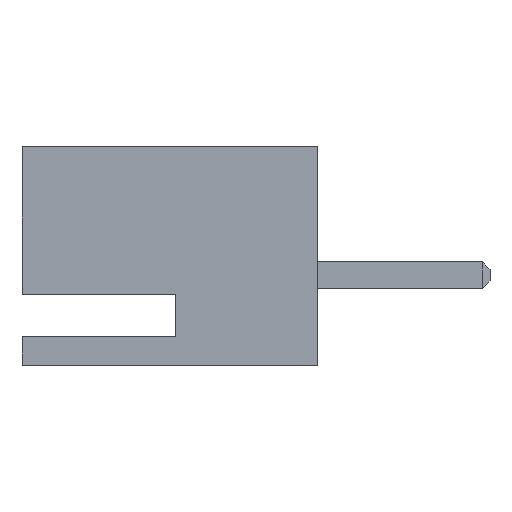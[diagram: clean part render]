
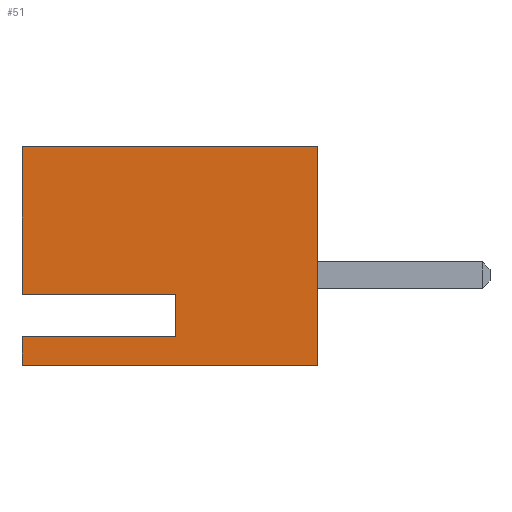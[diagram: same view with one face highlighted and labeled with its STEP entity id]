
A CAD part, left-side view. The second image highlights one B-rep face of the part: STEP entity #51.
In plain terms, the highlighted planar face has unit normal (-1, 0, 0).
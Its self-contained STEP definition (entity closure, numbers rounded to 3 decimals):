
#10 = ORIENTED_EDGE ( 'NONE', *, *, #5523, .T. ) ;
#11 = ORIENTED_EDGE ( 'NONE', *, *, #5480, .F. ) ;
#12 = ORIENTED_EDGE ( 'NONE', *, *, #5540, .T. ) ;
#51 = ADVANCED_FACE ( 'NONE', ( #2007 ), #5198, .F. ) ;
#659 = ORIENTED_EDGE ( 'NONE', *, *, #5527, .T. ) ;
#678 = ORIENTED_EDGE ( 'NONE', *, *, #5494, .T. ) ;
#679 = ORIENTED_EDGE ( 'NONE', *, *, #5509, .F. ) ;
#680 = ORIENTED_EDGE ( 'NONE', *, *, #5505, .F. ) ;
#681 = ORIENTED_EDGE ( 'NONE', *, *, #5530, .T. ) ;
#967 = AXIS2_PLACEMENT_3D ( 'NONE', #5133, #5243, #4980 ) ;
#1628 = EDGE_LOOP ( 'NONE', ( #659, #12, #11, #10, #678, #679, #680, #681 ) ) ;
#1682 = VERTEX_POINT ( 'NONE', #3874 ) ;
#1710 = VERTEX_POINT ( 'NONE', #4102 ) ;
#1712 = VERTEX_POINT ( 'NONE', #3950 ) ;
#1716 = VERTEX_POINT ( 'NONE', #3922 ) ;
#1717 = VERTEX_POINT ( 'NONE', #4129 ) ;
#1718 = VERTEX_POINT ( 'NONE', #4049 ) ;
#1720 = VERTEX_POINT ( 'NONE', #3836 ) ;
#1722 = VERTEX_POINT ( 'NONE', #4057 ) ;
#2007 = FACE_OUTER_BOUND ( 'NONE', #1628, .T. ) ;
#2742 = LINE ( 'NONE', #2991, #2775 ) ;
#2775 = VECTOR ( 'NONE', #3024, 1000. ) ;
#2798 = LINE ( 'NONE', #3042, #2803 ) ;
#2803 = VECTOR ( 'NONE', #3052, 1000. ) ;
#2822 = LINE ( 'NONE', #3073, #2825 ) ;
#2825 = VECTOR ( 'NONE', #3074, 1000. ) ;
#2830 = LINE ( 'NONE', #3081, #2833 ) ;
#2833 = VECTOR ( 'NONE', #3082, 1000. ) ;
#2857 = LINE ( 'NONE', #3109, #2860 ) ;
#2860 = VECTOR ( 'NONE', #3110, 1000. ) ;
#2865 = LINE ( 'NONE', #3117, #2868 ) ;
#2868 = VECTOR ( 'NONE', #3118, 1000. ) ;
#2871 = LINE ( 'NONE', #3123, #2874 ) ;
#2874 = VECTOR ( 'NONE', #3124, 1000. ) ;
#2891 = LINE ( 'NONE', #3143, #2894 ) ;
#2894 = VECTOR ( 'NONE', #3144, 1000. ) ;
#2991 = CARTESIAN_POINT ( 'NONE',  ( -11.25, 7.7, 2.85 ) ) ;
#3024 = DIRECTION ( 'NONE',  ( 0., 0., 1. ) ) ;
#3042 = CARTESIAN_POINT ( 'NONE',  ( -11.25, 0., 2.85 ) ) ;
#3052 = DIRECTION ( 'NONE',  ( 0., 0., 1. ) ) ;
#3073 = CARTESIAN_POINT ( 'NONE',  ( -11.25, 7.7, 2.85 ) ) ;
#3074 = DIRECTION ( 'NONE',  ( 0., 0., 1. ) ) ;
#3081 = CARTESIAN_POINT ( 'NONE',  ( -11.25, 7.7, 2.85 ) ) ;
#3082 = DIRECTION ( 'NONE',  ( 0., -1., 0. ) ) ;
#3109 = CARTESIAN_POINT ( 'NONE',  ( -11.25, 7.7, -2.85 ) ) ;
#3110 = DIRECTION ( 'NONE',  ( 0., -1., 0. ) ) ;
#3117 = CARTESIAN_POINT ( 'NONE',  ( -11.25, 3.7, 2.85 ) ) ;
#3118 = DIRECTION ( 'NONE',  ( 0., 0., -1. ) ) ;
#3123 = CARTESIAN_POINT ( 'NONE',  ( -11.25, 7.7, -1. ) ) ;
#3124 = DIRECTION ( 'NONE',  ( 0., -1., 0. ) ) ;
#3143 = CARTESIAN_POINT ( 'NONE',  ( -11.25, 7.7, -2.1 ) ) ;
#3144 = DIRECTION ( 'NONE',  ( 0., 1., 0. ) ) ;
#3836 = CARTESIAN_POINT ( 'NONE',  ( -11.25, 7.7, 2.85 ) ) ;
#3874 = CARTESIAN_POINT ( 'NONE',  ( -11.25, 7.7, -1. ) ) ;
#3922 = CARTESIAN_POINT ( 'NONE',  ( -11.25, 3.7, -2.1 ) ) ;
#3950 = CARTESIAN_POINT ( 'NONE',  ( -11.25, 3.7, -1. ) ) ;
#4049 = CARTESIAN_POINT ( 'NONE',  ( -11.25, 7.7, -2.1 ) ) ;
#4057 = CARTESIAN_POINT ( 'NONE',  ( -11.25, 0., 2.85 ) ) ;
#4102 = CARTESIAN_POINT ( 'NONE',  ( -11.25, 0., -2.85 ) ) ;
#4129 = CARTESIAN_POINT ( 'NONE',  ( -11.25, 7.7, -2.85 ) ) ;
#4980 = DIRECTION ( 'NONE',  ( 0., 0., -1. ) ) ;
#5133 = CARTESIAN_POINT ( 'NONE',  ( -11.25, 7.7, 2.85 ) ) ;
#5198 = PLANE ( 'NONE',  #967 ) ;
#5243 = DIRECTION ( 'NONE',  ( 1., 0., 0. ) ) ;
#5480 = EDGE_CURVE ( 'NONE', #1717, #1718, #2742, .T. ) ;
#5494 = EDGE_CURVE ( 'NONE', #1710, #1722, #2798, .T. ) ;
#5505 = EDGE_CURVE ( 'NONE', #1682, #1720, #2822, .T. ) ;
#5509 = EDGE_CURVE ( 'NONE', #1720, #1722, #2830, .T. ) ;
#5523 = EDGE_CURVE ( 'NONE', #1717, #1710, #2857, .T. ) ;
#5527 = EDGE_CURVE ( 'NONE', #1712, #1716, #2865, .T. ) ;
#5530 = EDGE_CURVE ( 'NONE', #1682, #1712, #2871, .T. ) ;
#5540 = EDGE_CURVE ( 'NONE', #1716, #1718, #2891, .T. ) ;
